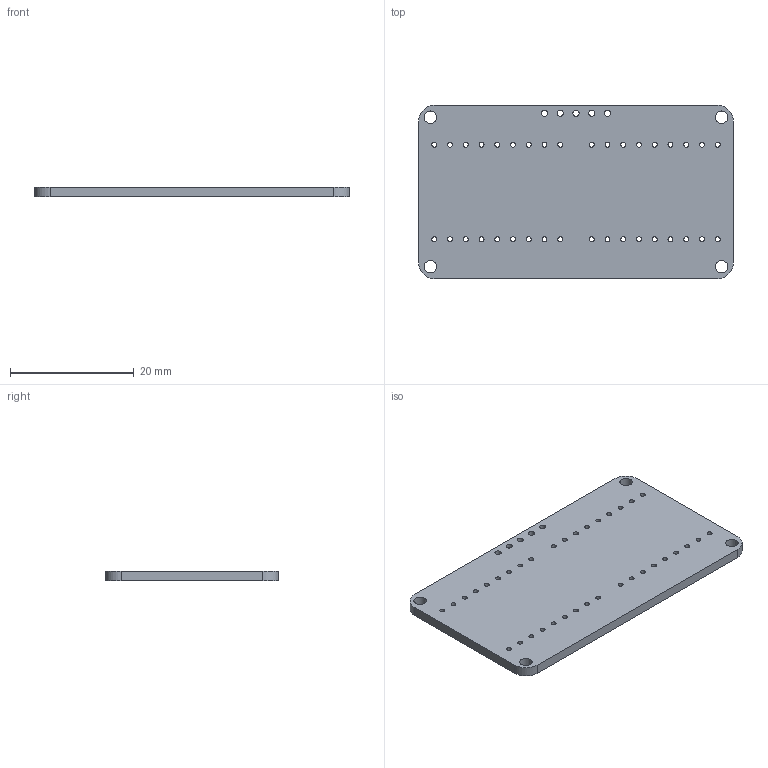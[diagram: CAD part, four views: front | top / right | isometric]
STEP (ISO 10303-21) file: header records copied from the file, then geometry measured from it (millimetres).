
FILE_DESCRIPTION(('KiCad electronic assembly'),'2;1');
FILE_NAME('Adafruit 0.54 Alphanumeric v0.1.step','2022-04-04T16:44:08',( 'Pcbnew'),('Kicad'),'Open CASCADE STEP processor 7.5', 'KiCad to STEP converter','Unknown');
FILE_SCHEMA(('AUTOMOTIVE_DESIGN { 1 0 10303 214 1 1 1 1 }'));
Length unit declared in the file: millimetre
Products named in the file (2): Adafruit 0.54 Alphanumeric v0.1 1; _autosave-Adafruit 0.54 Alphanumeric v0.1 PCB
Assembly tree (1 placements, depth 2):
  Adafruit 0.54 Alphanumeric v0.1 1
    _autosave-Adafruit 0.54 Alphanumeric v0.1 PCB
Bounding box: 50.8 x 27.94 x 1.6 mm (x, y, z)
Volume: 2206.8 mm3; surface area: 3213.6 mm2
Topology: 1 solids, 1 shells, 55 faces, 159 edges, 106 vertices
Faces by surface type: cylinder 49, plane 6
Full cylindrical faces by diameter (mm): 0.8 x36, 1 x5, 2 x4
Entity records: 4459 total; most frequent: CARTESIAN_POINT 1228, DIRECTION 591, ORIENTED_EDGE 318, PCURVE 318, DEFINITIONAL_REPRESENTATION 318, LINE 281, VECTOR 281, EDGE_CURVE 159
